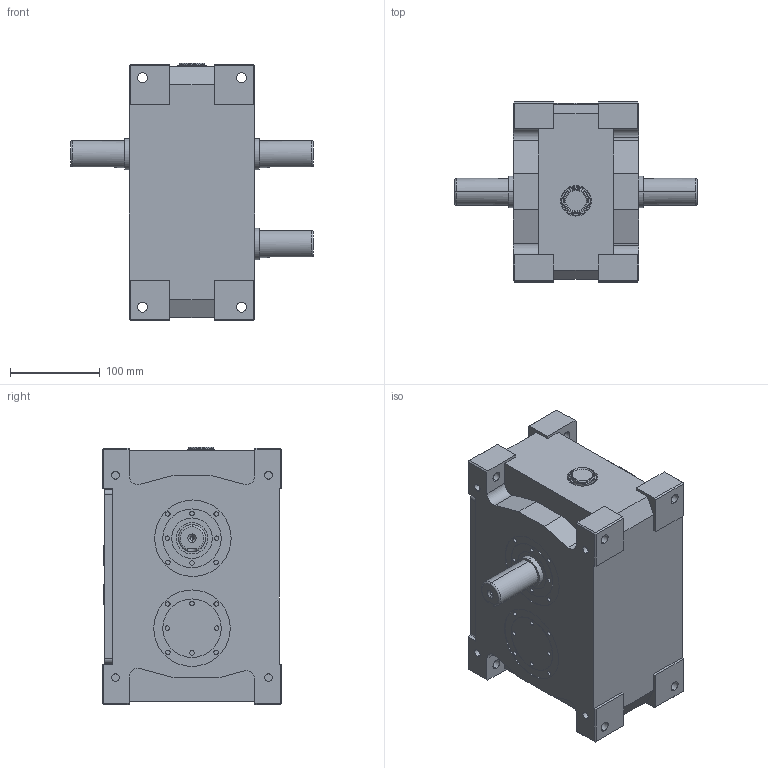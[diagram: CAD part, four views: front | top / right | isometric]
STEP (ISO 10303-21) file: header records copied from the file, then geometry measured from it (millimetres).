
FILE_DESCRIPTION (( 'STEP AP203' ), '1' );
FILE_NAME ('PC100.STEP', '2025-06-20T02:41:16', ( '' ), ( '' ), 'SwSTEP 2.0', 'SolidWorks 2018', '' );
FILE_SCHEMA (( 'CONFIG_CONTROL_DESIGN' ));
Length unit declared in the file: millimetre
Products named in the file (1): PC100
Bounding box: 270 x 200 x 286 mm (x, y, z)
Volume: 7233256.3 mm3; surface area: 298302.7 mm2
Topology: 1 solids, 1 shells, 613 faces, 1495 edges, 980 vertices
Faces by surface type: plane 334, cylinder 187, bspline 72, cone 12, torus 8
Entity records: 22262 total; most frequent: CARTESIAN_POINT 7863, ORIENTED_EDGE 2978, DIRECTION 2819, EDGE_CURVE 1489, VERTEX_POINT 980, AXIS2_PLACEMENT_3D 944, VECTOR 931, LINE 931
